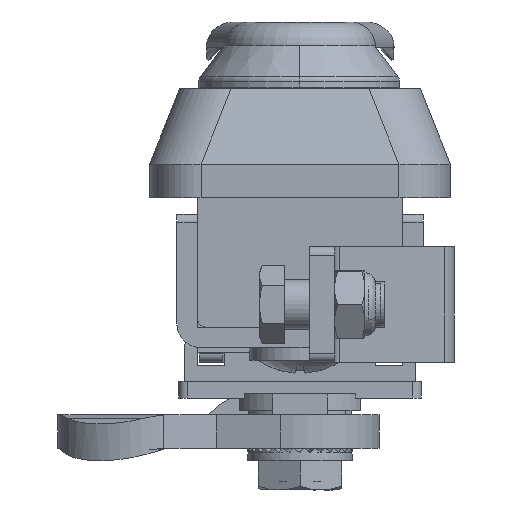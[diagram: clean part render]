
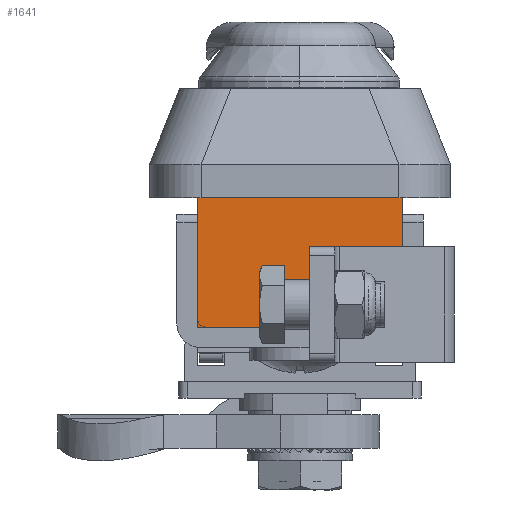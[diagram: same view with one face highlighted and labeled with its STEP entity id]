
A CAD part, left-side view. The second image highlights one B-rep face of the part: STEP entity #1641.
In plain terms, the highlighted planar face has unit normal (-1, 0, 0).
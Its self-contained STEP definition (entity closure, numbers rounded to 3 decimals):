
#1641=ADVANCED_FACE('',(#3456),#3457,.F.);
#3456=FACE_OUTER_BOUND('',#7743,.T.);
#3457=PLANE('',#7744);
#7743=EDGE_LOOP('',(#15685,#15686,#15687,#15688));
#7744=AXIS2_PLACEMENT_3D('',#15689,#15690,#15691);
#15685=ORIENTED_EDGE('',*,*,#22420,.T.);
#15686=ORIENTED_EDGE('',*,*,#22359,.T.);
#15687=ORIENTED_EDGE('',*,*,#22421,.F.);
#15688=ORIENTED_EDGE('',*,*,#22422,.F.);
#15689=CARTESIAN_POINT('',(-3.273,-57.503,240.639));
#15690=DIRECTION('',(1.0,0.0,0.0));
#15691=DIRECTION('',(0.0,1.0,0.0));
#22359=EDGE_CURVE('',#27009,#27007,#27010,.T.);
#22420=EDGE_CURVE('',#27117,#27009,#27118,.T.);
#22421=EDGE_CURVE('',#27119,#27007,#27120,.T.);
#22422=EDGE_CURVE('',#27117,#27119,#27121,.T.);
#27007=VERTEX_POINT('',#36307);
#27009=VERTEX_POINT('',#36310);
#27010=LINE('',#36311,#36312);
#27117=VERTEX_POINT('',#36596);
#27118=LINE('',#36597,#36598);
#27119=VERTEX_POINT('',#36599);
#27120=LINE('',#36600,#36601);
#27121=LINE('',#36602,#36603);
#36307=CARTESIAN_POINT('',(-3.273,-82.003,71.845));
#36310=CARTESIAN_POINT('',(-3.273,-57.503,71.845));
#36311=CARTESIAN_POINT('',(-3.273,-57.503,71.845));
#36312=VECTOR('',#42868,1.0);
#36596=CARTESIAN_POINT('',(-3.273,-57.503,87.345));
#36597=CARTESIAN_POINT('',(-3.273,-57.503,240.639));
#36598=VECTOR('',#42961,1.0);
#36599=CARTESIAN_POINT('',(-3.273,-82.003,87.345));
#36600=CARTESIAN_POINT('',(-3.273,-82.003,240.639));
#36601=VECTOR('',#42962,1.0);
#36602=CARTESIAN_POINT('',(-3.273,-79.137,87.345));
#36603=VECTOR('',#42963,1.0);
#42868=DIRECTION('',(0.,-1.0,0.0));
#42961=DIRECTION('',(0.0,0.0,-1.0));
#42962=DIRECTION('',(0.0,0.0,-1.0));
#42963=DIRECTION('',(0.0,-1.0,0.0));
